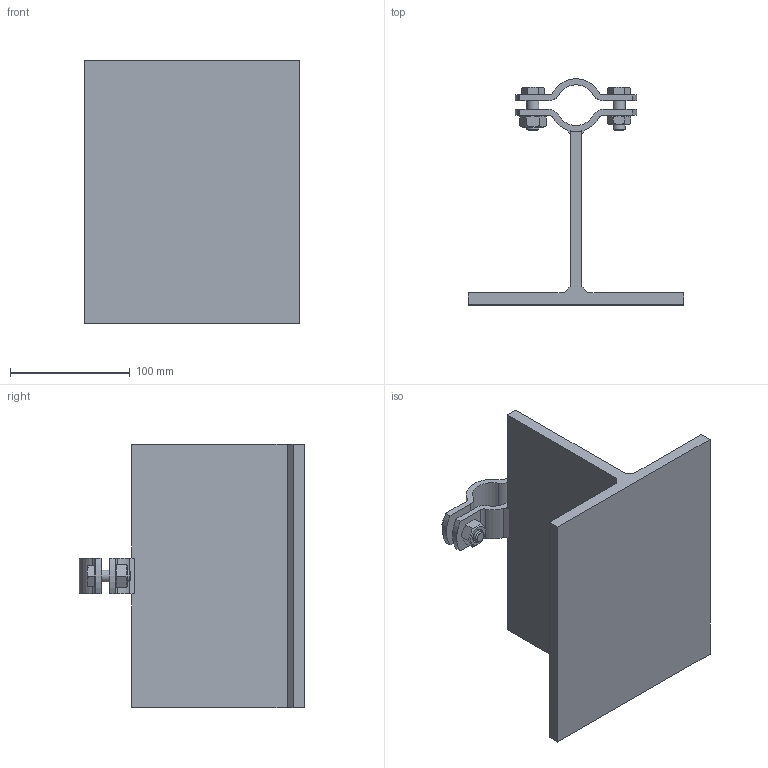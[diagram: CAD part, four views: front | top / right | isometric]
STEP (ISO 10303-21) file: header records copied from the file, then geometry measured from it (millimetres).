
FILE_DESCRIPTION((''),'2;1');
FILE_NAME('116366.stp','2010-04-09T12:07:58',('DMK009'),(''),'Autodesk Inventor 2010','Autodesk Inventor 2010','');
FILE_SCHEMA(('AUTOMOTIVE_DESIGN { 1 0 10303 214 1 1 1 1 }'));
Length unit declared in the file: millimetre
Products named in the file (1): 116366
Bounding box: 180 x 188.93 x 220 mm (x, y, z)
Volume: 740777 mm3; surface area: 167973.9 mm2
Topology: 1 solids, 1 shells, 118 faces, 287 edges, 183 vertices
Faces by surface type: plane 65, cylinder 27, cone 21, bspline 5
Full cylindrical faces by diameter (mm): 9.188 x2, 10 x4, 11.5 x2, 15.4 x2
Entity records: 3482 total; most frequent: CARTESIAN_POINT 740, DIRECTION 524, ORIENTED_EDGE 522, EDGE_CURVE 261, AXIS2_PLACEMENT_3D 197, VERTEX_POINT 179, EDGE_LOOP 158, VECTOR 130
